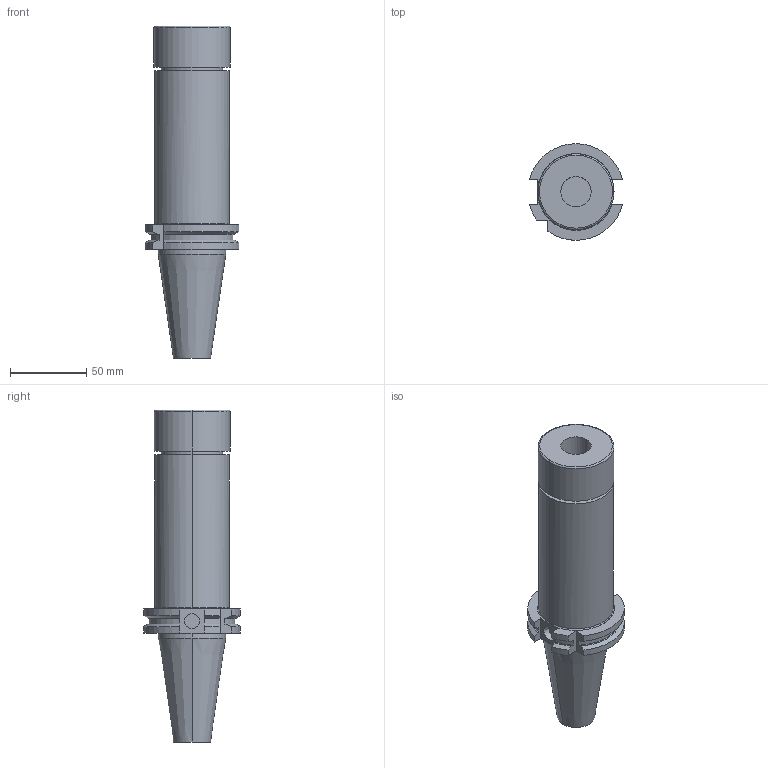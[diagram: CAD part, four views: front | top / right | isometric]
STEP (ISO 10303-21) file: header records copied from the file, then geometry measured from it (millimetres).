
FILE_DESCRIPTION (( 'STEP AP203' ), '1' );
FILE_NAME ('STP-5336-529-032-150-AV.STEP', '2021-09-23T03:00:01', ( '' ), ( '' ), 'SwSTEP 2.0', 'SolidWorks 2017', '' );
FILE_SCHEMA (( 'CONFIG_CONTROL_DESIGN' ));
Length unit declared in the file: millimetre
Products named in the file (1): STP-5336-529-032-150-AV
Bounding box: 61.48 x 63.54 x 218.4 mm (x, y, z)
Volume: 339978.8 mm3; surface area: 43042.9 mm2
Topology: 1 solids, 1 shells, 71 faces, 175 edges, 111 vertices
Faces by surface type: cylinder 27, plane 25, cone 14, torus 4, bspline 1
Entity records: 2229 total; most frequent: CARTESIAN_POINT 447, DIRECTION 373, ORIENTED_EDGE 346, EDGE_CURVE 173, AXIS2_PLACEMENT_3D 145, VERTEX_POINT 111, LINE 83, VECTOR 83
